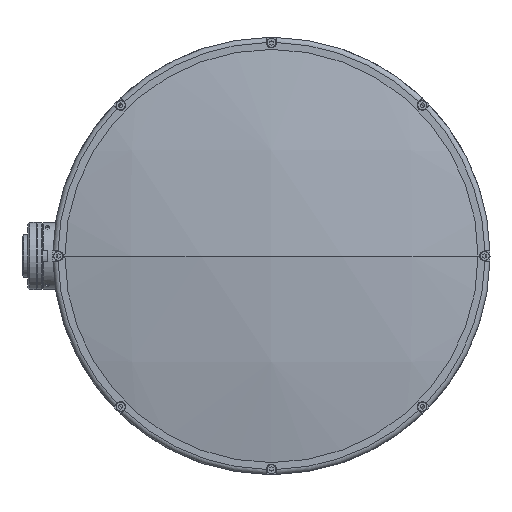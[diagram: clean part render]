
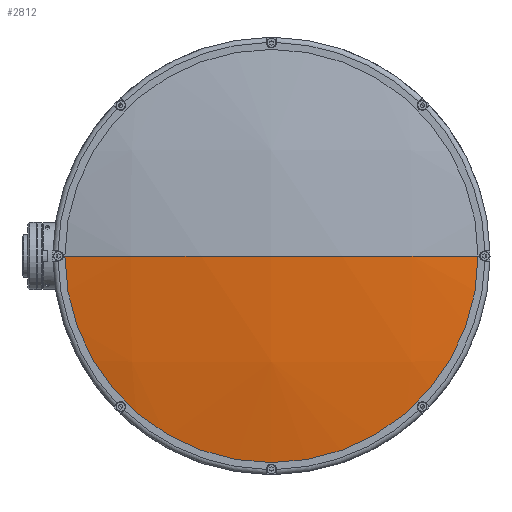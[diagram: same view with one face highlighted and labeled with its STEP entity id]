
A CAD part, left-side view. The second image highlights one B-rep face of the part: STEP entity #2812.
In plain terms, the highlighted spherical face has radius 606 mm.
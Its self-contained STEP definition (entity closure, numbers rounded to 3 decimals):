
#8 = ORIENTED_EDGE ( 'NONE', *, *, #4324, .T. ) ;
#536 = CARTESIAN_POINT ( 'NONE',  ( 44.715, 0.64, 0. ) ) ;
#550 = EDGE_CURVE ( 'NONE', #5957, #2780, #4340, .T. ) ;
#963 = AXIS2_PLACEMENT_3D ( 'NONE', #11135, #10970, #10939 ) ;
#982 = EDGE_CURVE ( 'NONE', #11032, #2780, #10195, .T. ) ;
#2251 = CARTESIAN_POINT ( 'NONE',  ( 44.715, 0.64, 0. ) ) ;
#2780 = VERTEX_POINT ( 'NONE', #10090 ) ;
#2812 = ADVANCED_FACE ( 'NONE', ( #14071 ), #3066, .T. ) ;
#3066 = SPHERICAL_SURFACE ( 'NONE', #9721, 606. ) ;
#3361 = ORIENTED_EDGE ( 'NONE', *, *, #550, .F. ) ;
#4324 = EDGE_CURVE ( 'NONE', #5957, #11032, #9730, .T. ) ;
#4340 = CIRCLE ( 'NONE', #5759, 606. ) ;
#5069 = AXIS2_PLACEMENT_3D ( 'NONE', #15412, #16062, #16015 ) ;
#5103 = DIRECTION ( 'NONE',  ( 0., -1., 0. ) ) ;
#5759 = AXIS2_PLACEMENT_3D ( 'NONE', #536, #14725, #5103 ) ;
#5957 = VERTEX_POINT ( 'NONE', #15279 ) ;
#7091 = DIRECTION ( 'NONE',  ( 0., 1., 0. ) ) ;
#9721 = AXIS2_PLACEMENT_3D ( 'NONE', #2251, #13625, #7091 ) ;
#9730 = CIRCLE ( 'NONE', #5069, 124.9 ) ;
#10090 = CARTESIAN_POINT ( 'NONE',  ( -561.285, 0.64, 0. ) ) ;
#10195 = CIRCLE ( 'NONE', #963, 606. ) ;
#10939 = DIRECTION ( 'NONE',  ( 0., 1., 0. ) ) ;
#10970 = DIRECTION ( 'NONE',  ( 0., 0., -1. ) ) ;
#11032 = VERTEX_POINT ( 'NONE', #14015 ) ;
#11135 = CARTESIAN_POINT ( 'NONE',  ( 44.715, 0.64, 0. ) ) ;
#11965 = EDGE_LOOP ( 'NONE', ( #8, #15709, #3361 ) ) ;
#13625 = DIRECTION ( 'NONE',  ( 0., 0., -1. ) ) ;
#14015 = CARTESIAN_POINT ( 'NONE',  ( -548.274, -124.26, 0. ) ) ;
#14071 = FACE_OUTER_BOUND ( 'NONE', #11965, .T. ) ;
#14725 = DIRECTION ( 'NONE',  ( 0., 0., 1. ) ) ;
#15279 = CARTESIAN_POINT ( 'NONE',  ( -548.274, 125.54, 0. ) ) ;
#15412 = CARTESIAN_POINT ( 'NONE',  ( -548.274, 0.64, 0. ) ) ;
#15709 = ORIENTED_EDGE ( 'NONE', *, *, #982, .T. ) ;
#16015 = DIRECTION ( 'NONE',  ( 0., 0., 1. ) ) ;
#16062 = DIRECTION ( 'NONE',  ( -1., 0., 0. ) ) ;
